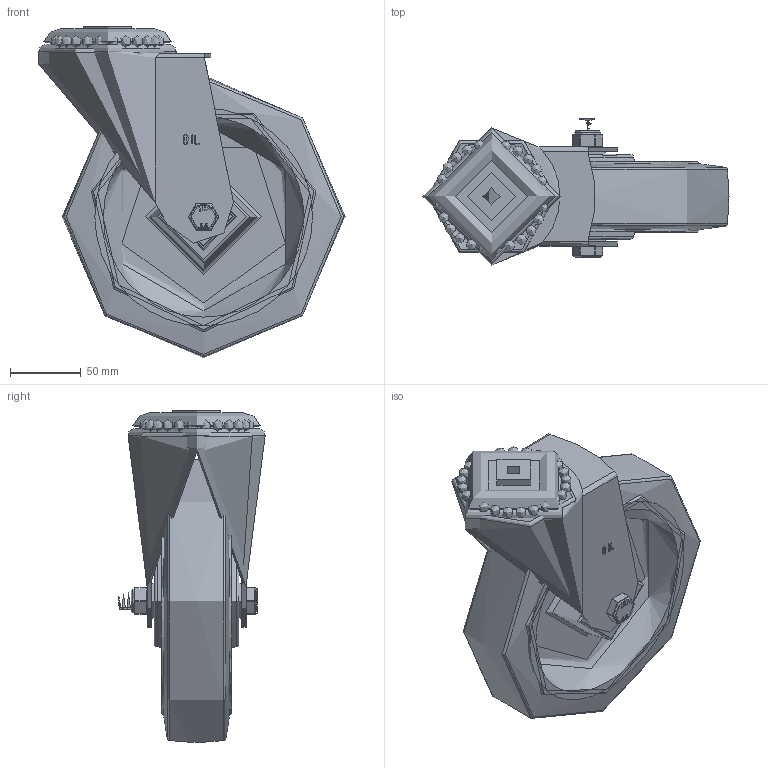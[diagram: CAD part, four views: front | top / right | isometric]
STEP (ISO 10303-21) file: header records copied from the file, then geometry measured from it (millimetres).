
FILE_DESCRIPTION(/* description */ (''),/* implementation_level */ '2;1');
FILE_NAME(/* name */ 'BZMM200SRNBJBH12.step',/* time_stamp */ '2024-10-30T08:51:55Z',/* author */ (''),/* organization */ (''),/* preprocessor_version */ 'ST-DEVELOPER v20',/* originating_system */ 'Autodesk Translation Framework v13.20.0.188',/* authorisation */ '');
FILE_SCHEMA (('AUTOMOTIVE_DESIGN { 1 0 10303 214 3 1 1 }'));
Length unit declared in the file: millimetre
Products named in the file (32): BZMM200SRNBJBH12; BZMM200ASBH12 - 64 v1; ZINC PLATED, PRESSED STEEL HEAD; ZINC PLATED, PRESSED STEEL HEAD Geometry; BALL BEARINGS; BALL BEARINGS2; Component2; Component1; ZINC PLATED, PRESSED STEEL FORKS; BZH200WSRNBJM20 v1; 65 SHORE A ELASTIC RUBBER TYRE; NYLON RIM; BEARING6204; BALL BEARINGS (1); BEARING6204 (1); BALL BEARINGS (1) (1); Component3; INNER; OUTER; MIDDLE; RUBBER; BEARING SPACER; TH20X2X12 v1; ZINC PLATED HEADED SPACER; TH20X2X12 v1 (1); ZINC PLATED HEADED SPACER (1); HEXBOLTM12X90Z8.8 v2; GRADE 8.8 ZINC PLATED BOLT; NYLOCM12Z v1; NYLOC NUT; NUT; RUBBER (1)
Assembly tree (93 placements, depth 6):
  BZMM200SRNBJBH12
    BZMM200ASBH12 - 64 v1
      ZINC PLATED, PRESSED STEEL HEAD
        ZINC PLATED, PRESSED STEEL HEAD Geometry
        BALL BEARINGS
          Component1  x25
          BALL BEARINGS2
            Component2  x20
      ZINC PLATED, PRESSED STEEL FORKS
    BZH200WSRNBJM20 v1
      65 SHORE A ELASTIC RUBBER TYRE
      NYLON RIM
      BEARING6204
        INNER
        OUTER
        BALL BEARINGS (1)
          Component3  x8
        MIDDLE
        RUBBER
      BEARING6204 (1)
        BALL BEARINGS (1) (1)
          Component3  x8
        INNER
        OUTER
        MIDDLE
        RUBBER
      BEARING SPACER
    TH20X2X12 v1
      ZINC PLATED HEADED SPACER
    TH20X2X12 v1 (1)
      ZINC PLATED HEADED SPACER (1)
    HEXBOLTM12X90Z8.8 v2
      GRADE 8.8 ZINC PLATED BOLT
    NYLOCM12Z v1
      NYLOC NUT
        NUT
        RUBBER (1)
Bounding box: 216.5 x 103.5 x 234.88 mm (x, y, z)
Volume: 1207071.3 mm3; surface area: 304703.8 mm2
Topology: 81 solids, 81 shells, 1098 faces, 2770 edges, 1833 vertices
Faces by surface type: plane 415, bspline 336, cylinder 193, sphere 111, torus 29, cone 14
Full cylindrical faces by diameter (mm): 9.836 x16, 11.834 x16, 12 x3, 12.2 x3, 12.3 x2, 14 x2, 17.75 x1, 18.5 x1, 19.8 x2, 20 x3, 24 x2, 25 x2, 27 x2, 28.5 x8, 30.8 x4, 31.3 x4, 34 x1, 39 x1, 40.3 x4, 40.5 x4, 40.8 x4, 42 x10, 44 x1, 47 x4, 51 x1, 58 x1, 63 x1, 91 x1, 97 x1, 154 x2
Entity records: 30288 total; most frequent: CARTESIAN_POINT 13760, ORIENTED_EDGE 3348, DIRECTION 2880, EDGE_CURVE 1674, VERTEX_POINT 1109, AXIS2_PLACEMENT_3D 1070, EDGE_LOOP 837, LINE 740
